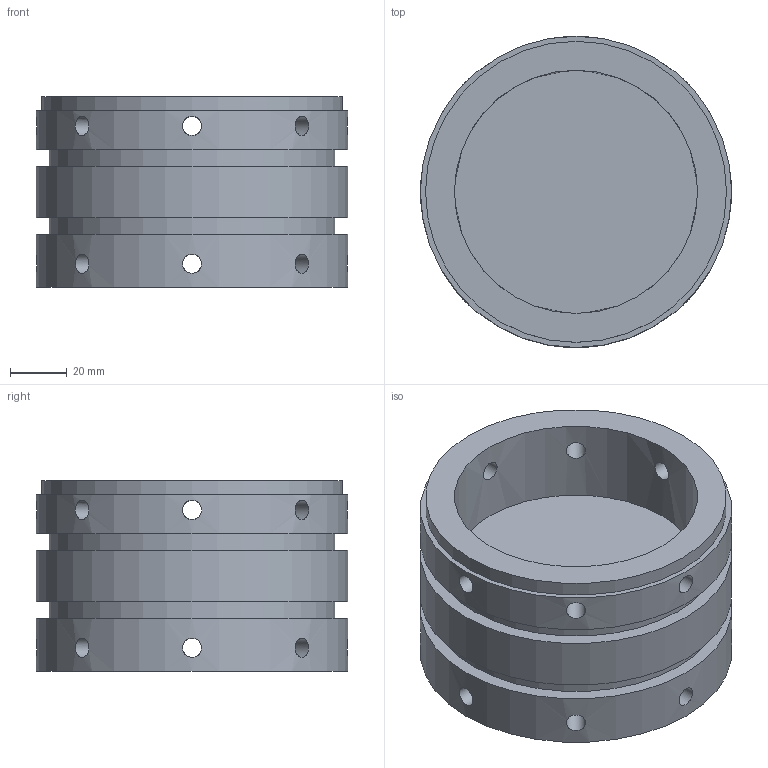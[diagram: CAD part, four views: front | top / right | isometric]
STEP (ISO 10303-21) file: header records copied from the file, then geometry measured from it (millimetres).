
FILE_DESCRIPTION(/* description */ (''),/* implementation_level */ '2;1');
FILE_NAME(/* name */ 'Bouchon V1 SB.step',/* time_stamp */ '2021-01-24T19:44:33+01:00',/* author */ (''),/* organization */ (''),/* preprocessor_version */ 'ST-DEVELOPER v18.1',/* originating_system */ 'Autodesk Translation Framework v9.7.1.1290',/* authorisation */ '');
FILE_SCHEMA (('AUTOMOTIVE_DESIGN { 1 0 10303 214 3 1 1 }'));
Length unit declared in the file: millimetre
Products named in the file (1): Bouchon V1
Bounding box: 109.7 x 109.7 x 67.3 mm (x, y, z)
Volume: 266553.1 mm3; surface area: 66552.3 mm2
Topology: 1 solids, 1 shells, 33 faces, 110 edges, 82 vertices
Faces by surface type: cylinder 24, plane 9
Full cylindrical faces by diameter (mm): 6.75 x16, 85.7 x2, 100.7 x2, 106.1 x1, 109.7 x3
Entity records: 2299 total; most frequent: CARTESIAN_POINT 1332, ORIENTED_EDGE 220, DIRECTION 128, EDGE_CURVE 110, VERTEX_POINT 82, EDGE_LOOP 68, B_SPLINE_CURVE_WITH_KNOTS 66, AXIS2_PLACEMENT_3D 50
